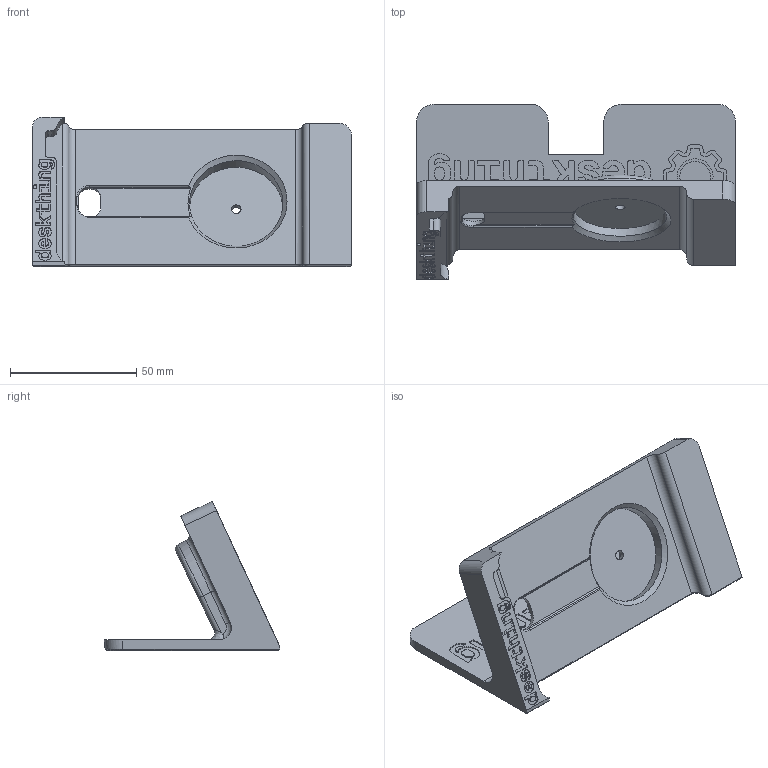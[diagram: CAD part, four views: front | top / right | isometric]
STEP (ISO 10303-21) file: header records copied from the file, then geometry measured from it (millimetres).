
FILE_DESCRIPTION(/* description */ ('STEP AP242','CAx-IF Rec.Pracs.---Representation and Presentation of Product Manufacturing Information (PMI)---4.0---2014-10-13','CAx-IF Rec.Pracs.---3D Tessellated Geometry---0.4---2014-09-14','2;1'),/* implementation_level */ '2;1');
FILE_NAME(/* name */ '67606d6801bd045a6a9acbcd',/* time_stamp */ '2024-12-16T18:11:53Z',/* author */ (''),/* organization */ (''),/* preprocessor_version */ 'ST-DEVELOPER v20',/* originating_system */ 'ONSHAPE BY PTC INC, 1.191',/* authorisation */ ' ');
FILE_SCHEMA (('AP242_MANAGED_MODEL_BASED_3D_ENGINEERING_MIM_LF { 1 0 10303 442 1 1 4 }'));
Length unit declared in the file: metre
Products named in the file (1): Final - Base Holder
Bounding box: 126.25 x 69.44 x 59.07 mm (x, y, z)
Volume: 62255.7 mm3; surface area: 31929.8 mm2
Topology: 1 solids, 1 shells, 1579 faces, 4611 edges, 3065 vertices
Faces by surface type: plane 1516, cylinder 44, bspline 15, torus 4
Full cylindrical faces by diameter (mm): 3.8 x1, 6.5 x1, 37 x1
Entity records: 51917 total; most frequent: CARTESIAN_POINT 9994, ORIENTED_EDGE 9210, DIRECTION 7757, EDGE_CURVE 4605, LINE 4465, VECTOR 4465, VERTEX_POINT 3063, AXIS2_PLACEMENT_3D 1646
